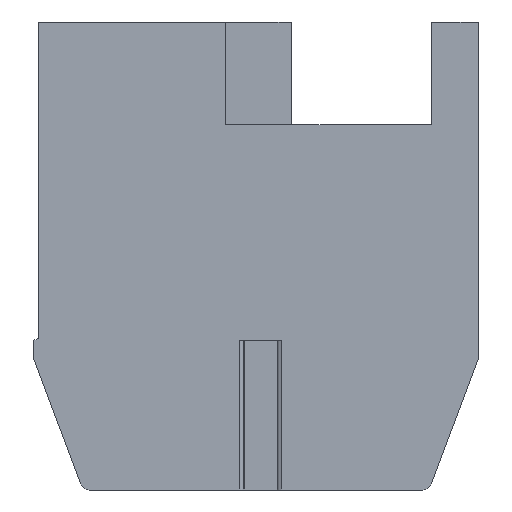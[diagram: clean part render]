
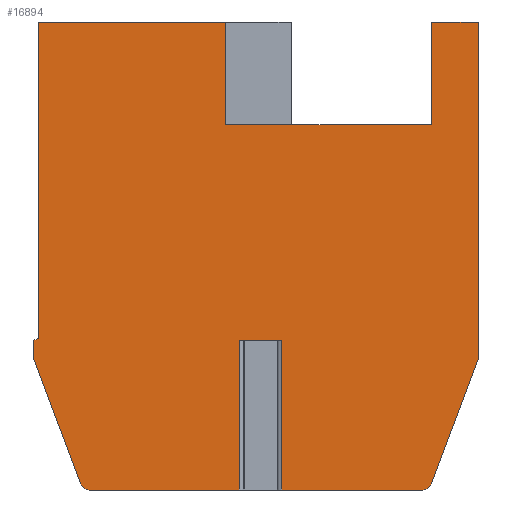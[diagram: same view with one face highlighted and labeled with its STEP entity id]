
A CAD part, front view. The second image highlights one B-rep face of the part: STEP entity #16894.
In plain terms, the highlighted planar face has unit normal (0, -1, 0).
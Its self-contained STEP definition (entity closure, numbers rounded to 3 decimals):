
#1=DIRECTION('',(1.,0.,0.));
#2=VECTOR('',#1,0.906);
#3=CARTESIAN_POINT('',(4.297,0.,-6.8));
#4=LINE('',#3,#2);
#5=DIRECTION('',(0.,0.,-1.));
#6=VECTOR('',#5,3.2);
#7=CARTESIAN_POINT('',(4.297,0.,-6.8));
#8=LINE('',#7,#6);
#9=DIRECTION('',(-1.,0.,0.));
#10=VECTOR('',#9,3.208);
#11=CARTESIAN_POINT('',(4.297,0.,-10.));
#12=LINE('',#11,#10);
#13=CARTESIAN_POINT('',(1.089,0.,-9.8));
#14=DIRECTION('',(0.,1.,0.));
#15=DIRECTION('',(0.,0.,-1.));
#16=AXIS2_PLACEMENT_3D('',#13,#14,#15);
#18=DIRECTION('',(-0.351,0.,0.936));
#19=VECTOR('',#18,2.816);
#20=CARTESIAN_POINT('',(0.901,0.,-9.87));
#21=LINE('',#20,#19);
#22=CARTESIAN_POINT('',(0.1,0.,-7.164));
#23=DIRECTION('',(0.,1.,0.));
#24=DIRECTION('',(-0.936,0.,-0.351));
#25=AXIS2_PLACEMENT_3D('',#22,#23,#24);
#27=DIRECTION('',(0.,0.,1.));
#28=VECTOR('',#27,0.364);
#29=CARTESIAN_POINT('',(-0.1,0.,-7.164));
#30=LINE('',#29,#28);
#31=DIRECTION('',(0.928,0.,0.371));
#32=VECTOR('',#31,0.108);
#33=CARTESIAN_POINT('',(-0.1,0.,-6.8));
#34=LINE('',#33,#32);
#35=DIRECTION('',(0.,0.,1.));
#36=VECTOR('',#35,6.76);
#37=CARTESIAN_POINT('',(0.,0.,-6.76));
#38=LINE('',#37,#36);
#39=DIRECTION('',(1.,0.,0.));
#40=VECTOR('',#39,4.);
#41=CARTESIAN_POINT('',(0.,0.,0.));
#42=LINE('',#41,#40);
#43=DIRECTION('',(0.,0.,-1.));
#44=VECTOR('',#43,2.2);
#45=CARTESIAN_POINT('',(4.,0.,0.));
#46=LINE('',#45,#44);
#47=DIRECTION('',(0.,0.,1.));
#48=VECTOR('',#47,2.2);
#49=CARTESIAN_POINT('',(8.4,0.,-2.2));
#50=LINE('',#49,#48);
#51=DIRECTION('',(1.,0.,0.));
#52=VECTOR('',#51,1.);
#53=CARTESIAN_POINT('',(8.4,0.,0.));
#54=LINE('',#53,#52);
#55=DIRECTION('',(0.,0.,-1.));
#56=VECTOR('',#55,7.164);
#57=CARTESIAN_POINT('',(9.4,0.,0.));
#58=LINE('',#57,#56);
#59=CARTESIAN_POINT('',(9.2,0.,-7.164));
#60=DIRECTION('',(0.,1.,0.));
#61=DIRECTION('',(1.,0.,0.));
#62=AXIS2_PLACEMENT_3D('',#59,#60,#61);
#64=DIRECTION('',(-0.351,0.,-0.936));
#65=VECTOR('',#64,2.816);
#66=CARTESIAN_POINT('',(9.387,0.,-7.234));
#67=LINE('',#66,#65);
#68=CARTESIAN_POINT('',(8.211,0.,-9.8));
#69=DIRECTION('',(0.,1.,0.));
#70=DIRECTION('',(0.936,0.,-0.351));
#71=AXIS2_PLACEMENT_3D('',#68,#69,#70);
#73=DIRECTION('',(-1.,0.,0.));
#74=VECTOR('',#73,3.008);
#75=CARTESIAN_POINT('',(8.211,0.,-10.));
#76=LINE('',#75,#74);
#77=DIRECTION('',(0.,0.,-1.));
#78=VECTOR('',#77,3.2);
#79=CARTESIAN_POINT('',(5.203,0.,-6.8));
#80=LINE('',#79,#78);
#4159=DIRECTION('',(-1.,0.,0.));
#4160=VECTOR('',#4159,4.4);
#4161=CARTESIAN_POINT('',(8.4,0.,-2.2));
#4162=LINE('',#4161,#4160);
#13273=CARTESIAN_POINT('',(-0.087,0.,-7.234));
#13274=CARTESIAN_POINT('',(-0.1,0.,-7.164));
#13275=VERTEX_POINT('',#13273);
#13276=VERTEX_POINT('',#13274);
#13277=CARTESIAN_POINT('',(-0.1,0.,-6.8));
#13278=VERTEX_POINT('',#13277);
#13279=CARTESIAN_POINT('',(0.,0.,-6.76));
#13280=VERTEX_POINT('',#13279);
#13281=CARTESIAN_POINT('',(0.,0.,0.));
#13282=VERTEX_POINT('',#13281);
#13283=CARTESIAN_POINT('',(8.4,0.,-2.2));
#13284=CARTESIAN_POINT('',(8.4,0.,0.));
#13285=VERTEX_POINT('',#13283);
#13286=VERTEX_POINT('',#13284);
#13287=CARTESIAN_POINT('',(9.4,0.,0.));
#13288=VERTEX_POINT('',#13287);
#13289=CARTESIAN_POINT('',(9.4,0.,-7.164));
#13290=VERTEX_POINT('',#13289);
#13291=CARTESIAN_POINT('',(9.387,0.,-7.234));
#13292=VERTEX_POINT('',#13291);
#13293=CARTESIAN_POINT('',(8.399,0.,-9.87));
#13294=VERTEX_POINT('',#13293);
#13295=CARTESIAN_POINT('',(8.211,0.,-10.));
#13296=VERTEX_POINT('',#13295);
#13297=CARTESIAN_POINT('',(1.089,0.,-10.));
#13298=CARTESIAN_POINT('',(0.901,0.,-9.87));
#13299=VERTEX_POINT('',#13297);
#13300=VERTEX_POINT('',#13298);
#13513=CARTESIAN_POINT('',(4.,0.,0.));
#13514=CARTESIAN_POINT('',(4.,0.,-2.2));
#13515=VERTEX_POINT('',#13513);
#13516=VERTEX_POINT('',#13514);
#13537=CARTESIAN_POINT('',(4.297,0.,-6.8));
#13538=CARTESIAN_POINT('',(5.203,0.,-6.8));
#13539=VERTEX_POINT('',#13537);
#13540=VERTEX_POINT('',#13538);
#13541=CARTESIAN_POINT('',(4.297,0.,-10.));
#13542=VERTEX_POINT('',#13541);
#13543=CARTESIAN_POINT('',(5.203,0.,-10.));
#13544=VERTEX_POINT('',#13543);
#16847=CARTESIAN_POINT('',(0.,0.,0.));
#16848=DIRECTION('',(0.,1.,0.));
#16849=DIRECTION('',(1.,0.,0.));
#16850=AXIS2_PLACEMENT_3D('',#16847,#16848,#16849);
#16851=PLANE('',#16850);
#16853=ORIENTED_EDGE('',*,*,#16852,.F.);
#16855=ORIENTED_EDGE('',*,*,#16854,.T.);
#16857=ORIENTED_EDGE('',*,*,#16856,.T.);
#16859=ORIENTED_EDGE('',*,*,#16858,.T.);
#16861=ORIENTED_EDGE('',*,*,#16860,.T.);
#16863=ORIENTED_EDGE('',*,*,#16862,.T.);
#16865=ORIENTED_EDGE('',*,*,#16864,.T.);
#16867=ORIENTED_EDGE('',*,*,#16866,.T.);
#16869=ORIENTED_EDGE('',*,*,#16868,.T.);
#16871=ORIENTED_EDGE('',*,*,#16870,.T.);
#16873=ORIENTED_EDGE('',*,*,#16872,.T.);
#16875=ORIENTED_EDGE('',*,*,#16874,.F.);
#16877=ORIENTED_EDGE('',*,*,#16876,.T.);
#16879=ORIENTED_EDGE('',*,*,#16878,.T.);
#16881=ORIENTED_EDGE('',*,*,#16880,.T.);
#16883=ORIENTED_EDGE('',*,*,#16882,.T.);
#16885=ORIENTED_EDGE('',*,*,#16884,.T.);
#16887=ORIENTED_EDGE('',*,*,#16886,.T.);
#16889=ORIENTED_EDGE('',*,*,#16888,.T.);
#16891=ORIENTED_EDGE('',*,*,#16890,.F.);
#16892=EDGE_LOOP('',(#16853,#16855,#16857,#16859,#16861,#16863,#16865,#16867,
#16869,#16871,#16873,#16875,#16877,#16879,#16881,#16883,#16885,#16887,#16889,
#16891));
#16893=FACE_OUTER_BOUND('',#16892,.F.);
#16894=ADVANCED_FACE('',(#16893),#16851,.F.);
#17=CIRCLE('',#16,0.2);
#26=CIRCLE('',#25,0.2);
#63=CIRCLE('',#62,0.2);
#72=CIRCLE('',#71,0.2);
#16852=EDGE_CURVE('',#13539,#13540,#4,.T.);
#16854=EDGE_CURVE('',#13539,#13542,#8,.T.);
#16856=EDGE_CURVE('',#13542,#13299,#12,.T.);
#16858=EDGE_CURVE('',#13299,#13300,#17,.T.);
#16860=EDGE_CURVE('',#13300,#13275,#21,.T.);
#16862=EDGE_CURVE('',#13275,#13276,#26,.T.);
#16864=EDGE_CURVE('',#13276,#13278,#30,.T.);
#16866=EDGE_CURVE('',#13278,#13280,#34,.T.);
#16868=EDGE_CURVE('',#13280,#13282,#38,.T.);
#16870=EDGE_CURVE('',#13282,#13515,#42,.T.);
#16872=EDGE_CURVE('',#13515,#13516,#46,.T.);
#16874=EDGE_CURVE('',#13285,#13516,#4162,.T.);
#16876=EDGE_CURVE('',#13285,#13286,#50,.T.);
#16878=EDGE_CURVE('',#13286,#13288,#54,.T.);
#16880=EDGE_CURVE('',#13288,#13290,#58,.T.);
#16882=EDGE_CURVE('',#13290,#13292,#63,.T.);
#16884=EDGE_CURVE('',#13292,#13294,#67,.T.);
#16886=EDGE_CURVE('',#13294,#13296,#72,.T.);
#16888=EDGE_CURVE('',#13296,#13544,#76,.T.);
#16890=EDGE_CURVE('',#13540,#13544,#80,.T.);
